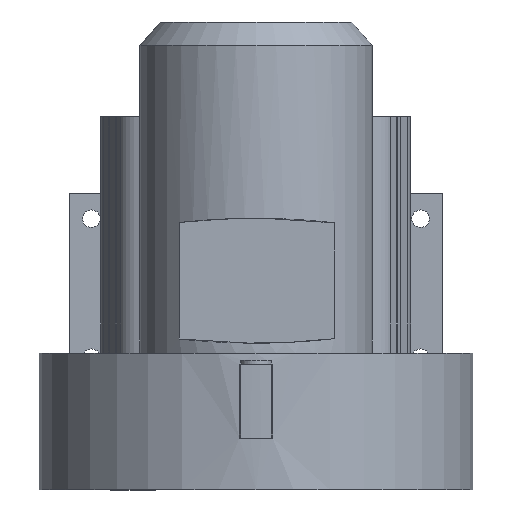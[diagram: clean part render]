
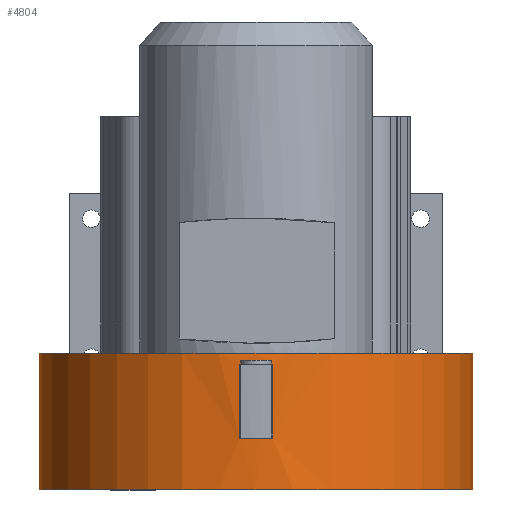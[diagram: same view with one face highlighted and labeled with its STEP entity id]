
A CAD part, front view. The second image highlights one B-rep face of the part: STEP entity #4804.
In plain terms, the highlighted cylindrical face has radius 148.2 mm (diameter 296.4 mm), a partial arc.
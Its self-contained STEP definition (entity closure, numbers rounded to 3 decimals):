
#18=CARTESIAN_POINT('',(0.,0.,
-35.5));
#19=DIRECTION('',(0.,0.,1.));
#20=DIRECTION('',(-1.,0.,0.));
#21=AXIS2_PLACEMENT_3D('',#18,#19,#20);
#53=DIRECTION('',(0.,0.,-1.));
#54=VECTOR('',#53,93.6);
#55=CARTESIAN_POINT('',(148.2,0.,58.1));
#56=LINE('',#55,#54);
#266=CARTESIAN_POINT('',(0.,0.,
58.1));
#267=DIRECTION('',(0.,0.,1.));
#268=DIRECTION('',(-1.,0.,0.));
#269=AXIS2_PLACEMENT_3D('',#266,#267,#268);
#437=DIRECTION('',(0.,0.,-1.));
#438=VECTOR('',#437,93.6);
#439=CARTESIAN_POINT('',(-148.2,0.,
58.1));
#440=LINE('',#439,#438);
#441=CARTESIAN_POINT('',(0.,0.,
53.02));
#442=DIRECTION('',(0.,0.,1.));
#443=DIRECTION('',(-0.053,-0.999,0.));
#444=AXIS2_PLACEMENT_3D('',#441,#442,#443);
#446=DIRECTION('',(0.,0.,1.));
#447=VECTOR('',#446,2.5);
#448=CARTESIAN_POINT('',(-7.87,-147.991,50.52));
#449=LINE('',#448,#447);
#450=CARTESIAN_POINT('',(0.,0.,
50.52));
#451=DIRECTION('',(0.,0.,1.));
#452=DIRECTION('',(-0.077,-0.997,0.));
#453=AXIS2_PLACEMENT_3D('',#450,#451,#452);
#455=DIRECTION('',(0.,0.,1.));
#456=VECTOR('',#455,50.52);
#457=CARTESIAN_POINT('',(-11.392,-147.762,
0.));
#458=LINE('',#457,#456);
#459=CARTESIAN_POINT('',(0.,0.,
0.));
#460=DIRECTION('',(0.,0.,1.));
#461=DIRECTION('',(-0.077,-0.997,0.));
#462=AXIS2_PLACEMENT_3D('',#459,#460,#461);
#464=DIRECTION('',(0.,0.,1.));
#465=VECTOR('',#464,50.52);
#466=CARTESIAN_POINT('',(11.395,-147.761,
0.));
#467=LINE('',#466,#465);
#468=CARTESIAN_POINT('',(0.,0.,
50.52));
#469=DIRECTION('',(0.,0.,1.));
#470=DIRECTION('',(0.053,-0.999,0.));
#471=AXIS2_PLACEMENT_3D('',#468,#469,#470);
#473=DIRECTION('',(0.,0.,1.));
#474=VECTOR('',#473,2.5);
#475=CARTESIAN_POINT('',(7.87,-147.991,50.52));
#476=LINE('',#475,#474);
#4395=CARTESIAN_POINT('',(-148.2,0.,
58.1));
#4396=CARTESIAN_POINT('',(148.2,0.,
58.1));
#4397=VERTEX_POINT('',#4395);
#4398=VERTEX_POINT('',#4396);
#4445=CARTESIAN_POINT('',(148.2,0.,
-35.5));
#4446=CARTESIAN_POINT('',(-148.2,0.,
-35.5));
#4447=VERTEX_POINT('',#4445);
#4448=VERTEX_POINT('',#4446);
#4493=CARTESIAN_POINT('',(-11.392,-147.762,
0.));
#4494=CARTESIAN_POINT('',(11.395,-147.761,
0.));
#4495=VERTEX_POINT('',#4493);
#4496=VERTEX_POINT('',#4494);
#4497=CARTESIAN_POINT('',(-11.392,-147.762,
50.52));
#4498=VERTEX_POINT('',#4497);
#4499=CARTESIAN_POINT('',(11.395,-147.761,50.52));
#4500=VERTEX_POINT('',#4499);
#4501=CARTESIAN_POINT('',(-7.87,-147.991,
53.02));
#4502=CARTESIAN_POINT('',(7.87,-147.991,53.02));
#4503=VERTEX_POINT('',#4501);
#4504=VERTEX_POINT('',#4502);
#4505=CARTESIAN_POINT('',(-7.87,-147.991,
50.52));
#4506=VERTEX_POINT('',#4505);
#4507=CARTESIAN_POINT('',(7.87,-147.991,50.52));
#4508=VERTEX_POINT('',#4507);
#4775=CARTESIAN_POINT('',(0.,0.,
58.1));
#4776=DIRECTION('',(0.,0.,1.));
#4777=DIRECTION('',(1.,0.,0.));
#4778=AXIS2_PLACEMENT_3D('',#4775,#4776,#4777);
#4779=CYLINDRICAL_SURFACE('',#4778,148.2);
#4780=ORIENTED_EDGE('',*,*,#4695,.T.);
#4781=ORIENTED_EDGE('',*,*,#4563,.T.);
#4782=ORIENTED_EDGE('',*,*,#4520,.F.);
#4783=ORIENTED_EDGE('',*,*,#4560,.F.);
#4784=EDGE_LOOP('',(#4780,#4781,#4782,#4783));
#4785=FACE_OUTER_BOUND('',#4784,.F.);
#4787=ORIENTED_EDGE('',*,*,#4786,.F.);
#4789=ORIENTED_EDGE('',*,*,#4788,.F.);
#4791=ORIENTED_EDGE('',*,*,#4790,.F.);
#4793=ORIENTED_EDGE('',*,*,#4792,.F.);
#4795=ORIENTED_EDGE('',*,*,#4794,.T.);
#4797=ORIENTED_EDGE('',*,*,#4796,.T.);
#4799=ORIENTED_EDGE('',*,*,#4798,.F.);
#4801=ORIENTED_EDGE('',*,*,#4800,.T.);
#4802=EDGE_LOOP('',(#4787,#4789,#4791,#4793,#4795,#4797,#4799,#4801));
#4803=FACE_BOUND('',#4802,.F.);
#4804=ADVANCED_FACE('',(#4785,#4803),#4779,.T.);
#22=CIRCLE('',#21,148.2);
#270=CIRCLE('',#269,148.2);
#445=CIRCLE('',#444,148.2);
#454=CIRCLE('',#453,148.2);
#463=CIRCLE('',#462,148.2);
#472=CIRCLE('',#471,148.2);
#4520=EDGE_CURVE('',#4448,#4447,#22,.T.);
#4560=EDGE_CURVE('',#4397,#4448,#440,.T.);
#4563=EDGE_CURVE('',#4398,#4447,#56,.T.);
#4695=EDGE_CURVE('',#4397,#4398,#270,.T.);
#4786=EDGE_CURVE('',#4503,#4504,#445,.T.);
#4788=EDGE_CURVE('',#4506,#4503,#449,.T.);
#4790=EDGE_CURVE('',#4498,#4506,#454,.T.);
#4792=EDGE_CURVE('',#4495,#4498,#458,.T.);
#4794=EDGE_CURVE('',#4495,#4496,#463,.T.);
#4796=EDGE_CURVE('',#4496,#4500,#467,.T.);
#4798=EDGE_CURVE('',#4508,#4500,#472,.T.);
#4800=EDGE_CURVE('',#4508,#4504,#476,.T.);
